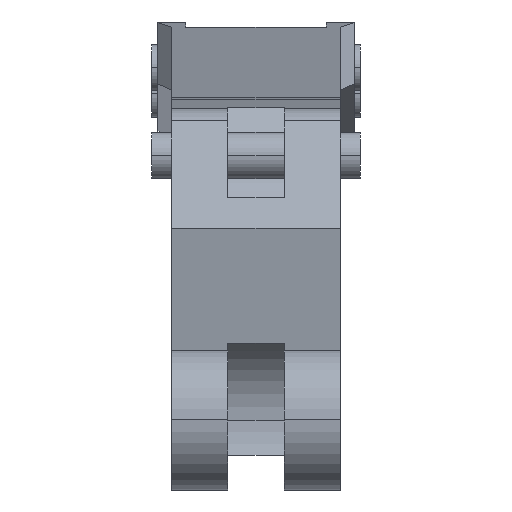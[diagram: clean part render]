
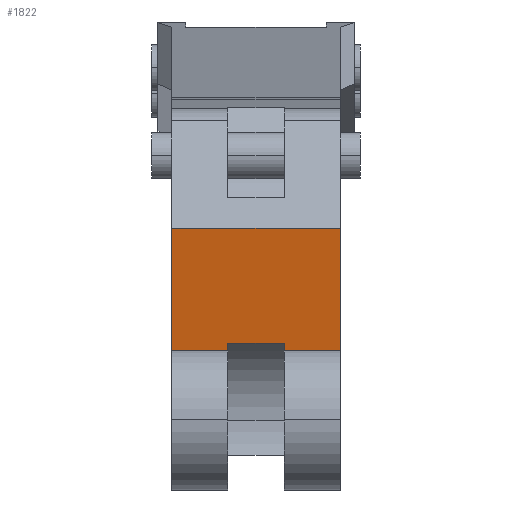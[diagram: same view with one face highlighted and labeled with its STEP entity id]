
A CAD part, top view. The second image highlights one B-rep face of the part: STEP entity #1822.
In plain terms, the highlighted planar face has unit normal (0, 0.989, 0.145).
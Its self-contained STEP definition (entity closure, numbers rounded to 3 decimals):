
#99 = EDGE_CURVE ( 'NONE', #1350, #2346, #2118, .T. ) ;
#102 = CARTESIAN_POINT ( 'NONE',  ( 90., 941.969, 138.092 ) ) ;
#115 = ORIENTED_EDGE ( 'NONE', *, *, #2230, .F. ) ;
#118 = VECTOR ( 'NONE', #2115, 1000. ) ;
#190 = ORIENTED_EDGE ( 'NONE', *, *, #99, .T. ) ;
#303 = DIRECTION ( 'NONE',  ( -1., 0., 0. ) ) ;
#313 = CARTESIAN_POINT ( 'NONE',  ( 90., 989.14, -183.677 ) ) ;
#395 = VERTEX_POINT ( 'NONE', #1102 ) ;
#462 = PLANE ( 'NONE',  #851 ) ;
#475 = DIRECTION ( 'NONE',  ( 0., -0.145, 0.989 ) ) ;
#506 = DIRECTION ( 'NONE',  ( 0., 0.145, -0.989 ) ) ;
#538 = CARTESIAN_POINT ( 'NONE',  ( 30., 941.969, 138.092 ) ) ;
#541 = CARTESIAN_POINT ( 'NONE',  ( -90., 941.969, 138.092 ) ) ;
#553 = DIRECTION ( 'NONE',  ( 0., 0.145, -0.989 ) ) ;
#611 = ORIENTED_EDGE ( 'NONE', *, *, #1881, .F. ) ;
#684 = DIRECTION ( 'NONE',  ( 0., 0.145, -0.989 ) ) ;
#719 = ORIENTED_EDGE ( 'NONE', *, *, #1308, .F. ) ;
#757 = LINE ( 'NONE', #1492, #846 ) ;
#846 = VECTOR ( 'NONE', #2220, 1000. ) ;
#851 = AXIS2_PLACEMENT_3D ( 'NONE', #102, #2107, #475 ) ;
#870 = LINE ( 'NONE', #1046, #1460 ) ;
#1016 = CARTESIAN_POINT ( 'NONE',  ( 90., 1121.795, -1088.553 ) ) ;
#1046 = CARTESIAN_POINT ( 'NONE',  ( 90., 941.969, 138.092 ) ) ;
#1070 = CARTESIAN_POINT ( 'NONE',  ( -90., 989.14, -183.677 ) ) ;
#1071 = VERTEX_POINT ( 'NONE', #1818 ) ;
#1102 = CARTESIAN_POINT ( 'NONE',  ( -30., 997.16, -238.384 ) ) ;
#1105 = VERTEX_POINT ( 'NONE', #2135 ) ;
#1155 = VECTOR ( 'NONE', #553, 1000. ) ;
#1179 = VECTOR ( 'NONE', #506, 1000. ) ;
#1194 = VECTOR ( 'NONE', #1687, 1000. ) ;
#1232 = EDGE_CURVE ( 'NONE', #1105, #395, #1835, .T. ) ;
#1308 = EDGE_CURVE ( 'NONE', #1105, #1524, #757, .T. ) ;
#1318 = CARTESIAN_POINT ( 'NONE',  ( 90., 1121.795, -1088.553 ) ) ;
#1350 = VERTEX_POINT ( 'NONE', #1318 ) ;
#1357 = ORIENTED_EDGE ( 'NONE', *, *, #2257, .F. ) ;
#1384 = VECTOR ( 'NONE', #303, 1000. ) ;
#1460 = VECTOR ( 'NONE', #684, 1000. ) ;
#1492 = CARTESIAN_POINT ( 'NONE',  ( 90., 989.14, -183.677 ) ) ;
#1515 = EDGE_CURVE ( 'NONE', #1787, #1350, #870, .T. ) ;
#1524 = VERTEX_POINT ( 'NONE', #1070 ) ;
#1607 = LINE ( 'NONE', #538, #1179 ) ;
#1635 = LINE ( 'NONE', #541, #1155 ) ;
#1680 = ORIENTED_EDGE ( 'NONE', *, *, #1232, .T. ) ;
#1687 = DIRECTION ( 'NONE',  ( 0., 0.145, -0.989 ) ) ;
#1731 = CARTESIAN_POINT ( 'NONE',  ( -30., 997.16, -238.384 ) ) ;
#1787 = VERTEX_POINT ( 'NONE', #2131 ) ;
#1818 = CARTESIAN_POINT ( 'NONE',  ( 30., 989.14, -183.677 ) ) ;
#1822 = ADVANCED_FACE ( 'NONE', ( #2091 ), #462, .T. ) ;
#1835 = LINE ( 'NONE', #2035, #1194 ) ;
#1881 = EDGE_CURVE ( 'NONE', #1524, #2346, #1635, .T. ) ;
#1916 = LINE ( 'NONE', #1731, #2204 ) ;
#1924 = EDGE_LOOP ( 'NONE', ( #719, #1680, #1357, #1967, #115, #2022, #190, #611 ) ) ;
#1943 = LINE ( 'NONE', #313, #118 ) ;
#1967 = ORIENTED_EDGE ( 'NONE', *, *, #2353, .F. ) ;
#2022 = ORIENTED_EDGE ( 'NONE', *, *, #1515, .T. ) ;
#2035 = CARTESIAN_POINT ( 'NONE',  ( -30., 941.969, 138.092 ) ) ;
#2091 = FACE_OUTER_BOUND ( 'NONE', #1924, .T. ) ;
#2107 = DIRECTION ( 'NONE',  ( 0., 0.989, 0.145 ) ) ;
#2115 = DIRECTION ( 'NONE',  ( -1., 0., 0. ) ) ;
#2118 = LINE ( 'NONE', #1016, #1384 ) ;
#2131 = CARTESIAN_POINT ( 'NONE',  ( 90., 989.14, -183.677 ) ) ;
#2135 = CARTESIAN_POINT ( 'NONE',  ( -30., 989.14, -183.677 ) ) ;
#2204 = VECTOR ( 'NONE', #2266, 1000. ) ;
#2220 = DIRECTION ( 'NONE',  ( -1., 0., 0. ) ) ;
#2230 = EDGE_CURVE ( 'NONE', #1787, #1071, #1943, .T. ) ;
#2257 = EDGE_CURVE ( 'NONE', #2296, #395, #1916, .T. ) ;
#2266 = DIRECTION ( 'NONE',  ( -1., 0., 0. ) ) ;
#2296 = VERTEX_POINT ( 'NONE', #2359 ) ;
#2335 = CARTESIAN_POINT ( 'NONE',  ( -90., 1121.795, -1088.553 ) ) ;
#2346 = VERTEX_POINT ( 'NONE', #2335 ) ;
#2353 = EDGE_CURVE ( 'NONE', #1071, #2296, #1607, .T. ) ;
#2359 = CARTESIAN_POINT ( 'NONE',  ( 30., 997.16, -238.384 ) ) ;
